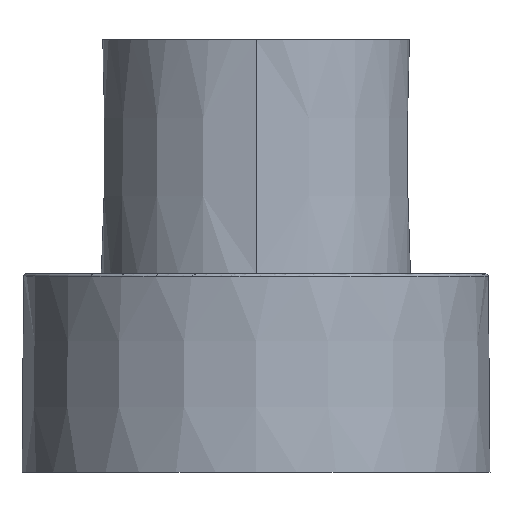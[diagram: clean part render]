
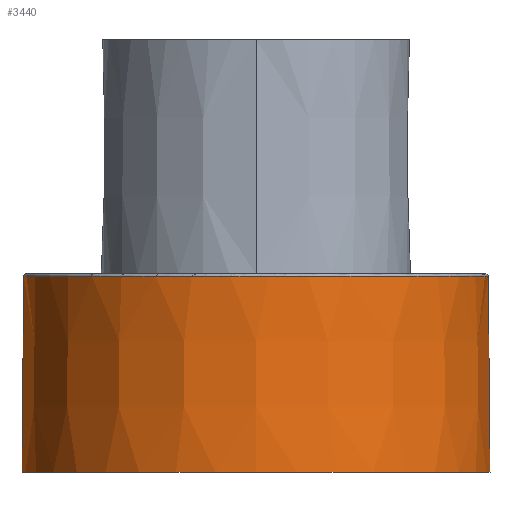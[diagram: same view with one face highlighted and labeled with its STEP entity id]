
A CAD part, front view. The second image highlights one B-rep face of the part: STEP entity #3440.
In plain terms, the highlighted conical face has half-angle 0.5 degrees and reference radius 52.5 mm.
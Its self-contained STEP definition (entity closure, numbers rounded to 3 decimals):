
#780=CARTESIAN_POINT('',(33.759,40.,
-7.004));
#790=DIRECTION('',(0.,0.,1.));
#800=DIRECTION('',(1.,0.,0.));
#810=AXIS2_PLACEMENT_3D('',#780,#790,#800);
#820=CIRCLE('',#810,52.116);
#830=CARTESIAN_POINT('',(-3.093,3.148,
-7.004));
#840=VERTEX_POINT('',#830);
#1160=CARTESIAN_POINT('',(-18.357,40.,
-7.004));
#1170=VERTEX_POINT('',#1160);
#1200=EDGE_CURVE('',#1170,#840,#820,.T.);
#1450=CARTESIAN_POINT('',(33.759,40.,
37.));
#1460=DIRECTION('',(0.,0.,1.));
#1470=DIRECTION('',(-0.707,-0.707,
0.));
#1480=AXIS2_PLACEMENT_3D('',#1450,#1460,#1470);
#1490=CIRCLE('',#1480,52.5);
#1500=CARTESIAN_POINT('',(-3.364,2.877,
37.));
#1510=VERTEX_POINT('',#1500);
#1520=CARTESIAN_POINT('',(70.882,77.123,
37.));
#1530=VERTEX_POINT('',#1520);
#1560=EDGE_CURVE('',#1530,#1510,#1490,.T.);
#3190=CARTESIAN_POINT('',(33.759,40.,
37.));
#3200=DIRECTION('',(0.,0.,1.));
#3210=DIRECTION('',(-0.707,-0.707,
0.));
#3220=AXIS2_PLACEMENT_3D('',#3190,#3200,#3210);
#3230=CONICAL_SURFACE('',#3220,52.5,0.009);
#3240=CARTESIAN_POINT('',(70.61,76.852,
-7.004));
#3250=VERTEX_POINT('',#3240);
#3260=EDGE_CURVE('',#3250,#1170,#820,.T.);
#3270=ORIENTED_EDGE('',*,*,#3260,.T.);
#3280=CARTESIAN_POINT('',(70.882,77.123,
37.));
#3290=DIRECTION('',(0.006,0.006,
1.));
#3300=VECTOR('',#3290,6016.133);
#3310=LINE('',#3280,#3300);
#3320=EDGE_CURVE('',#3250,#1530,#3310,.T.);
#3330=ORIENTED_EDGE('',*,*,#3320,.F.);
#3340=ORIENTED_EDGE('',*,*,#1560,.F.);
#3350=CARTESIAN_POINT('',(-3.364,2.877,
37.));
#3360=DIRECTION('',(-0.006,-0.006,
1.));
#3370=VECTOR('',#3360,6016.133);
#3380=LINE('',#3350,#3370);
#3390=EDGE_CURVE('',#840,#1510,#3380,.T.);
#3400=ORIENTED_EDGE('',*,*,#3390,.T.);
#3410=ORIENTED_EDGE('',*,*,#1200,.T.);
#3420=EDGE_LOOP('',(#3410,#3400,#3340,#3330,#3270));
#3430=FACE_OUTER_BOUND('',#3420,.T.);
#3440=ADVANCED_FACE('',(#3430),#3230,.T.);
